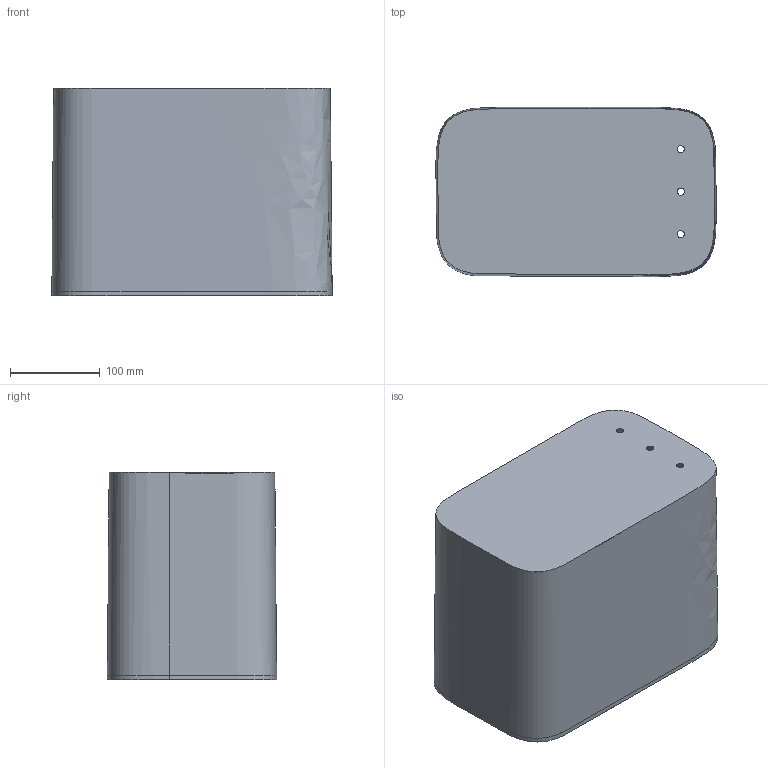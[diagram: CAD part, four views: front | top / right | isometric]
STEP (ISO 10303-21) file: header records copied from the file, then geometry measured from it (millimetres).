
FILE_DESCRIPTION (( 'STEP AP203' ), '1' );
FILE_NAME ('Casing 6 holes.STEP', '2016-12-08T06:47:11', ( '' ), ( '' ), 'SwSTEP 2.0', 'SolidWorks 2016', '' );
FILE_SCHEMA (( 'CONFIG_CONTROL_DESIGN' ));
Length unit declared in the file: millimetre
Products named in the file (1): Casing 6 holes
Bounding box: 313 x 189.01 x 231.35 mm (x, y, z)
Volume: 295292.1 mm3; surface area: 530406.2 mm2
Topology: 1 solids, 1 shells, 23 faces, 56 edges, 36 vertices
Faces by surface type: cylinder 12, bspline 8, plane 3
Entity records: 2769 total; most frequent: CARTESIAN_POINT 2186, ORIENTED_EDGE 112, DIRECTION 76, EDGE_CURVE 56, EDGE_LOOP 36, VERTEX_POINT 36, AXIS2_PLACEMENT_3D 28, B_SPLINE_CURVE_WITH_KNOTS 24
